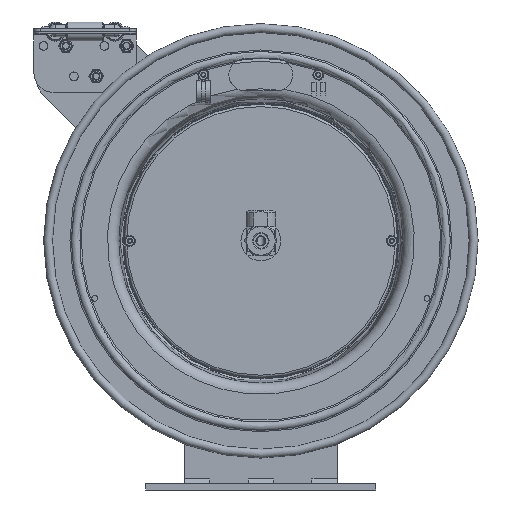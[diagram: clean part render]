
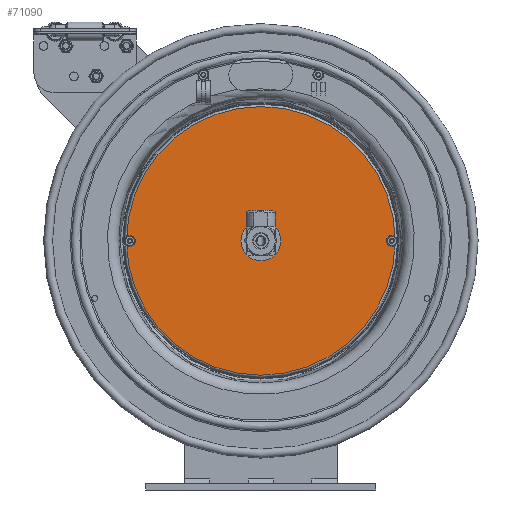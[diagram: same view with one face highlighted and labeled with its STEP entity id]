
A CAD part, front view. The second image highlights one B-rep face of the part: STEP entity #71090.
In plain terms, the highlighted planar face has unit normal (0, -1, 0).
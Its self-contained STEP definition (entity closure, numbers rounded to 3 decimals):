
#4187=FACE_BOUND('',#9212,.T.);
#4188=FACE_BOUND('',#9213,.T.);
#4189=FACE_BOUND('',#9214,.T.);
#6293=FACE_OUTER_BOUND('',#9211,.T.);
#9211=EDGE_LOOP('',(#63604,#63605));
#9212=EDGE_LOOP('',(#63606));
#9213=EDGE_LOOP('',(#63607));
#9214=EDGE_LOOP('',(#63608));
#11726=CIRCLE('',#75907,5.255);
#11727=CIRCLE('',#75908,5.255);
#11731=CIRCLE('',#75913,0.1);
#11732=CIRCLE('',#75914,0.1);
#11733=CIRCLE('',#75915,0.65);
#35415=VERTEX_POINT('',#130125);
#35416=VERTEX_POINT('',#130126);
#35419=VERTEX_POINT('',#130135);
#35420=VERTEX_POINT('',#130137);
#35421=VERTEX_POINT('',#130139);
#47457=EDGE_CURVE('',#35415,#35416,#11726,.T.);
#47458=EDGE_CURVE('',#35416,#35415,#11727,.T.);
#47462=EDGE_CURVE('',#35419,#35419,#11731,.T.);
#47463=EDGE_CURVE('',#35420,#35420,#11732,.T.);
#47464=EDGE_CURVE('',#35421,#35421,#11733,.T.);
#63604=ORIENTED_EDGE('',*,*,#47457,.T.);
#63605=ORIENTED_EDGE('',*,*,#47458,.T.);
#63606=ORIENTED_EDGE('',*,*,#47462,.T.);
#63607=ORIENTED_EDGE('',*,*,#47463,.T.);
#63608=ORIENTED_EDGE('',*,*,#47464,.T.);
#66452=PLANE('',#75912);
#71090=ADVANCED_FACE('',(#6293,#4187,#4188,#4189),#66452,.T.);
#75907=AXIS2_PLACEMENT_3D('',#130127,#91405,#91406);
#75908=AXIS2_PLACEMENT_3D('',#130128,#91407,#91408);
#75912=AXIS2_PLACEMENT_3D('',#130134,#91415,#91416);
#75913=AXIS2_PLACEMENT_3D('',#130136,#91417,#91418);
#75914=AXIS2_PLACEMENT_3D('',#130138,#91419,#91420);
#75915=AXIS2_PLACEMENT_3D('',#130140,#91421,#91422);
#91405=DIRECTION('center_axis',(0.,-1.,0.));
#91406=DIRECTION('ref_axis',(0.,0.,
-1.));
#91407=DIRECTION('center_axis',(0.,-1.,0.));
#91408=DIRECTION('ref_axis',(0.,0.,
-1.));
#91415=DIRECTION('center_axis',(0.,-1.,0.));
#91416=DIRECTION('ref_axis',(-1.,0.,0.));
#91417=DIRECTION('center_axis',(0.,1.,0.));
#91418=DIRECTION('ref_axis',(0.,0.,
-1.));
#91419=DIRECTION('center_axis',(0.,1.,0.));
#91420=DIRECTION('ref_axis',(0.,0.,
-1.));
#91421=DIRECTION('center_axis',(0.,1.,0.));
#91422=DIRECTION('ref_axis',(0.,0.,
1.));
#130125=CARTESIAN_POINT('',(0.,-3.118,4.493));
#130126=CARTESIAN_POINT('',(5.255,-3.118,9.748));
#130127=CARTESIAN_POINT('Origin',(0.,-3.118,9.748));
#130128=CARTESIAN_POINT('Origin',(0.,-3.118,9.748));
#130134=CARTESIAN_POINT('Origin',(0.,-3.118,7.12));
#130135=CARTESIAN_POINT('',(-5.125,-3.118,9.648));
#130136=CARTESIAN_POINT('Origin',(-5.125,-3.118,9.748));
#130137=CARTESIAN_POINT('',(5.125,-3.118,9.648));
#130138=CARTESIAN_POINT('Origin',(5.125,-3.118,9.748));
#130139=CARTESIAN_POINT('',(0.,-3.118,9.098));
#130140=CARTESIAN_POINT('Origin',(0.,-3.118,9.748));
